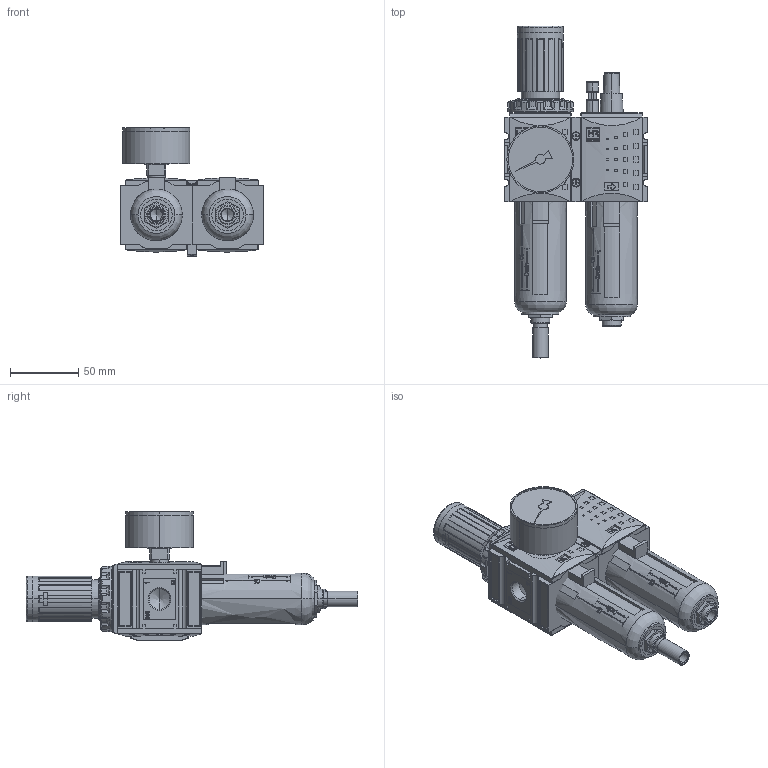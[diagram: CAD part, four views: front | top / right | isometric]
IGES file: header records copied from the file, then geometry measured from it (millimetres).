
Start section: SolidWorks IGES file using analytic representation for surfaces
Global section: file name: KS2U-138_10 AM G.IGS; native system: SolidWorks 2013; preprocessor: SolidWorks 2013; author: technolog; date: 140109.115815; units: millimetre
Bounding box: 104 x 242.5 x 94.1 mm (x, y, z)
Volume: 595077.5 mm3; surface area: 146887.9 mm2
Topology: 31 solids, 31 shells, 2938 faces, 16038 edges, 20651 vertices
Faces by surface type: plane 1497, revolution 1095, bspline 346
